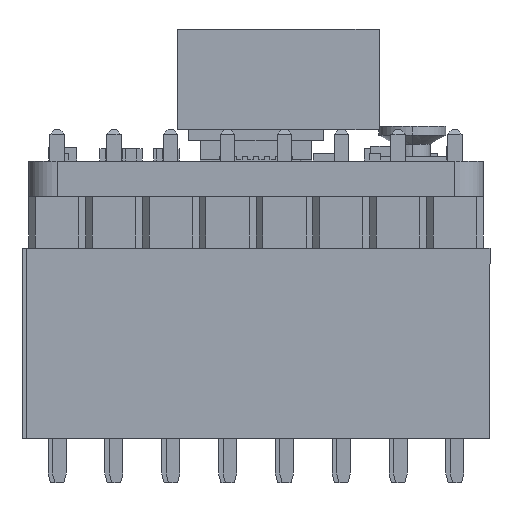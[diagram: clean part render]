
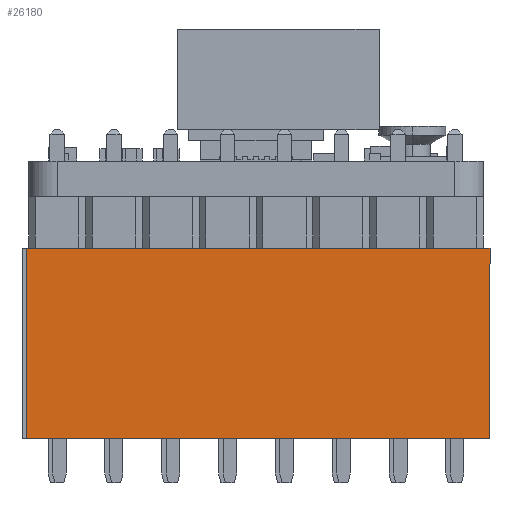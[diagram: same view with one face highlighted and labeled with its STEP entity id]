
A CAD part, front view. The second image highlights one B-rep face of the part: STEP entity #26180.
In plain terms, the highlighted face is planar.
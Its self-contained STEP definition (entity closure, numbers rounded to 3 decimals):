
#106 = DIRECTION ( 'NONE',  ( 1., 0., 0. ) ) ;
#273 = PLANE ( 'NONE',  #8231 ) ;
#1258 = EDGE_CURVE ( 'NONE', #18750, #1792, #21740, .T. ) ;
#1792 = VERTEX_POINT ( 'NONE', #27910 ) ;
#2611 = LINE ( 'NONE', #4833, #11900 ) ;
#3592 = EDGE_CURVE ( 'NONE', #11887, #16956, #19682, .T. ) ;
#4833 = CARTESIAN_POINT ( 'NONE',  ( -10.36, 0., 1.25 ) ) ;
#6104 = DIRECTION ( 'NONE',  ( 0., 1., 0. ) ) ;
#6217 = LINE ( 'NONE', #12546, #15156 ) ;
#8175 = CARTESIAN_POINT ( 'NONE',  ( -10.36, 8.5, 1.25 ) ) ;
#8231 = AXIS2_PLACEMENT_3D ( 'NONE', #24262, #19931, #20016 ) ;
#9259 = DIRECTION ( 'NONE',  ( 0., -1., 0. ) ) ;
#9368 = ORIENTED_EDGE ( 'NONE', *, *, #27390, .T. ) ;
#11083 = ORIENTED_EDGE ( 'NONE', *, *, #1258, .T. ) ;
#11645 = FACE_OUTER_BOUND ( 'NONE', #28400, .T. ) ;
#11887 = VERTEX_POINT ( 'NONE', #11974 ) ;
#11900 = VECTOR ( 'NONE', #9259, 1000. ) ;
#11974 = CARTESIAN_POINT ( 'NONE',  ( -10.36, 0., 1.25 ) ) ;
#12546 = CARTESIAN_POINT ( 'NONE',  ( 10.36, 0., 1.25 ) ) ;
#12774 = DIRECTION ( 'NONE',  ( -1., 0., 0. ) ) ;
#13430 = CARTESIAN_POINT ( 'NONE',  ( 10.36, 0., 1.25 ) ) ;
#14815 = VECTOR ( 'NONE', #106, 1000. ) ;
#15156 = VECTOR ( 'NONE', #6104, 1000. ) ;
#15413 = CARTESIAN_POINT ( 'NONE',  ( -10.36, 0., 1.25 ) ) ;
#16907 = VECTOR ( 'NONE', #12774, 1000. ) ;
#16956 = VERTEX_POINT ( 'NONE', #13430 ) ;
#18584 = ORIENTED_EDGE ( 'NONE', *, *, #25434, .T. ) ;
#18750 = VERTEX_POINT ( 'NONE', #20196 ) ;
#19682 = LINE ( 'NONE', #15413, #14815 ) ;
#19931 = DIRECTION ( 'NONE',  ( 0., 0., 1. ) ) ;
#20016 = DIRECTION ( 'NONE',  ( 1., 0., 0. ) ) ;
#20196 = CARTESIAN_POINT ( 'NONE',  ( 10.36, 8.5, 1.25 ) ) ;
#21740 = LINE ( 'NONE', #8175, #16907 ) ;
#24262 = CARTESIAN_POINT ( 'NONE',  ( -10.36, 0., 1.25 ) ) ;
#25434 = EDGE_CURVE ( 'NONE', #16956, #18750, #6217, .T. ) ;
#26180 = ADVANCED_FACE ( 'NONE', ( #11645 ), #273, .T. ) ;
#27390 = EDGE_CURVE ( 'NONE', #1792, #11887, #2611, .T. ) ;
#27910 = CARTESIAN_POINT ( 'NONE',  ( -10.36, 8.5, 1.25 ) ) ;
#28383 = ORIENTED_EDGE ( 'NONE', *, *, #3592, .T. ) ;
#28400 = EDGE_LOOP ( 'NONE', ( #11083, #9368, #28383, #18584 ) ) ;
